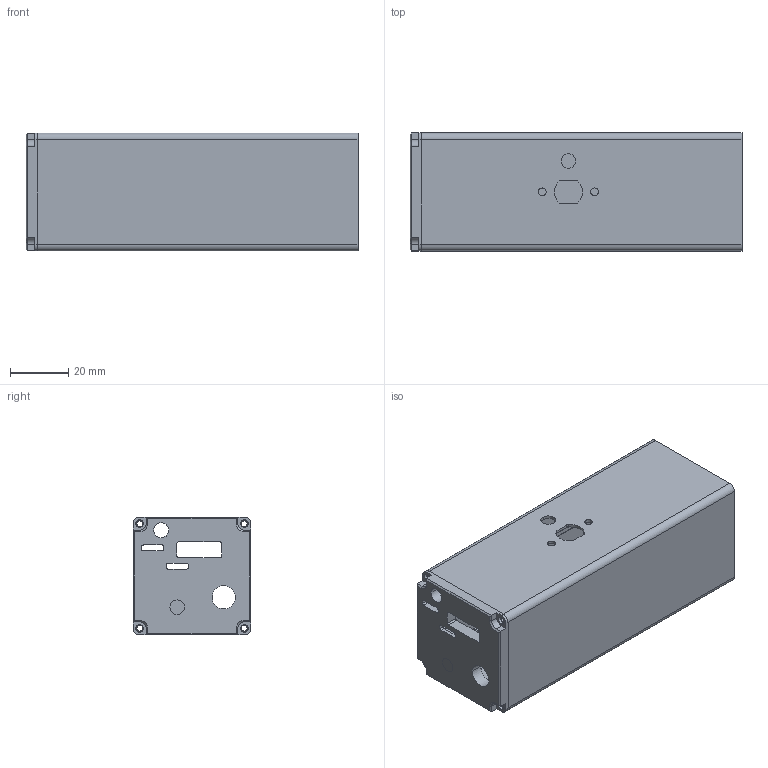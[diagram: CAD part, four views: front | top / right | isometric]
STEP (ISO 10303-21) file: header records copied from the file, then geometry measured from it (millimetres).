
FILE_DESCRIPTION(/* description */ ('VariCAD 2015-3.01 AP-214'),/* implementation_level */ '2;1');
FILE_NAME(/* name */ '0393-07-02.stp',/* time_stamp */ '2015-12-16T17:08:01-07:00',/* author */ (''),/* organization */ (''),/* preprocessor_version */ 'ST-DEVELOPER v14',/* originating_system */ 'VariCAD 2015-3.01; kernel version (20130303)',/* authorisation */ '');
FILE_SCHEMA (('AUTOMOTIVE_DESIGN'));
Length unit declared in the file: millimetre
Products named in the file (2): 0393-07-02; 0393-10-01
Assembly tree (1 placements, depth 2):
  0393-07-02
    0393-10-01
Bounding box: 114 x 40.5 x 40.5 mm (x, y, z)
Volume: 25995.7 mm3; surface area: 43170.2 mm2
Topology: 1 solids, 1 shells, 458 faces, 1238 edges, 774 vertices
Faces by surface type: plane 246, cylinder 184, cone 28
Entity records: 17524 total; most frequent: CARTESIAN_POINT 2670, DIRECTION 2488, ORIENTED_EDGE 2476, EDGE_CURVE 1238, LINE 872, VECTOR 872, AXIS2_PLACEMENT_3D 808, VERTEX_POINT 774
